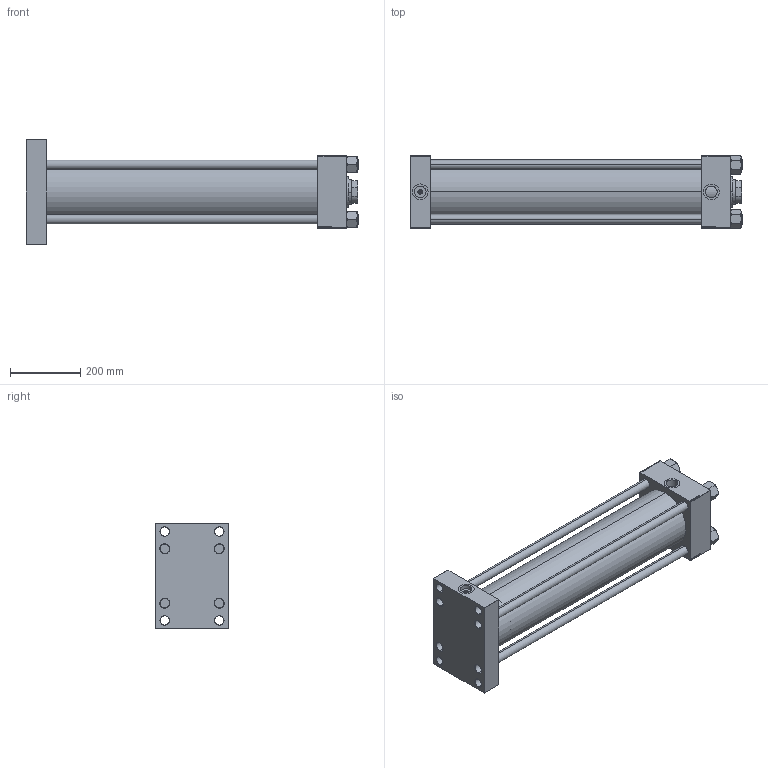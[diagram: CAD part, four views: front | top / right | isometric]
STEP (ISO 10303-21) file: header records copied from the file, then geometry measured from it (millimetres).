
FILE_DESCRIPTION (( 'STEP AP203' ), '1' );
FILE_NAME ('7018.STEP', '2023-08-23T16:30:43', ( '' ), ( '' ), 'SwSTEP 2.0', 'SolidWorks 2019', '' );
FILE_SCHEMA (( 'CONFIG_CONTROL_DESIGN' ));
Length unit declared in the file: millimetre
Products named in the file (6): 7018; NUT_M5_E 070abdbacaa5b982b97e21b3f4dec829; V215_VC_A 070abdbacaa5b982b97e21b3f4dec829; V215CR_TYCINKA_E 070abdbacaa5b982b97e21b3f4dec829; V215CR_VCP_E 070abdbacaa5b982b97e21b3f4dec829; V215CR_E_Body 070abdbacaa5b982b97e21b3f4dec829
Assembly tree (11 placements, depth 2):
  7018
    V215CR_E_Body 070abdbacaa5b982b97e21b3f4dec829
    V215CR_VCP_E 070abdbacaa5b982b97e21b3f4dec829
    V215CR_TYCINKA_E 070abdbacaa5b982b97e21b3f4dec829  x4
    NUT_M5_E 070abdbacaa5b982b97e21b3f4dec829  x4
    V215_VC_A 070abdbacaa5b982b97e21b3f4dec829
Bounding box: 944 x 208.14 x 297 mm (x, y, z)
Volume: 13643963.9 mm3; surface area: 1857426.8 mm2
Topology: 11 solids, 11 shells, 1184 faces, 3018 edges, 1961 vertices
Faces by surface type: plane 546, bspline 392, cone 152, cylinder 86, torus 8
Entity records: 50546 total; most frequent: CARTESIAN_POINT 27228, ORIENTED_EDGE 5300, DIRECTION 3352, EDGE_CURVE 2650, VERTEX_POINT 1739, LINE 1582, VECTOR 1582, EDGE_LOOP 1161
